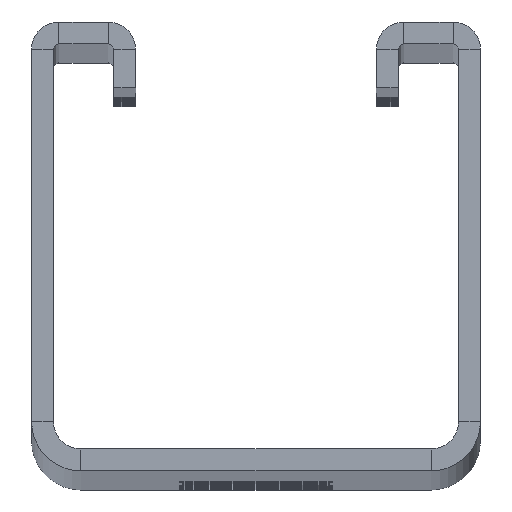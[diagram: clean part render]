
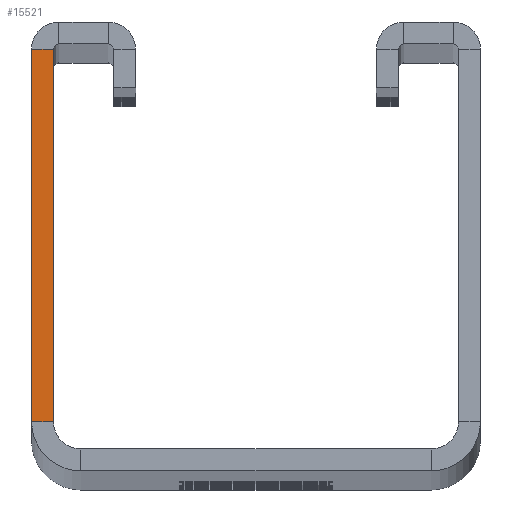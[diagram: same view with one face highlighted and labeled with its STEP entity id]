
A CAD part, top view. The second image highlights one B-rep face of the part: STEP entity #15521.
In plain terms, the highlighted planar face has unit normal (0, 0, 1).
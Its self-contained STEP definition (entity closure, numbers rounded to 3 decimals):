
#784 = CARTESIAN_POINT ( 'NONE',  ( -16., 2., 1000. ) ) ;
#1305 = DIRECTION ( 'NONE',  ( 1., 0., 0. ) ) ;
#3568 = VERTEX_POINT ( 'NONE', #38754 ) ;
#4793 = ORIENTED_EDGE ( 'NONE', *, *, #18218, .T. ) ;
#11028 = LINE ( 'NONE', #27791, #13813 ) ;
#11350 = DIRECTION ( 'NONE',  ( 1., 0., 0. ) ) ;
#12303 = EDGE_CURVE ( 'NONE', #43999, #3568, #28723, .T. ) ;
#13813 = VECTOR ( 'NONE', #35141, 1000. ) ;
#14413 = ORIENTED_EDGE ( 'NONE', *, *, #23874, .F. ) ;
#15521 = ADVANCED_FACE ( 'NONE', ( #43723 ), #32249, .T. ) ;
#18218 = EDGE_CURVE ( 'NONE', #3568, #36599, #36672, .T. ) ;
#18379 = CARTESIAN_POINT ( 'NONE',  ( -18.5, 38.5, 1000. ) ) ;
#22986 = VECTOR ( 'NONE', #32395, 1000. ) ;
#23874 = EDGE_CURVE ( 'NONE', #24717, #36599, #38720, .T. ) ;
#24717 = VERTEX_POINT ( 'NONE', #18379 ) ;
#27791 = CARTESIAN_POINT ( 'NONE',  ( -18.5, 38.5, 1000. ) ) ;
#28153 = DIRECTION ( 'NONE',  ( 0., -1., 0. ) ) ;
#28282 = EDGE_CURVE ( 'NONE', #24717, #43999, #11028, .T. ) ;
#28723 = LINE ( 'NONE', #42739, #22986 ) ;
#31076 = CARTESIAN_POINT ( 'NONE',  ( -18.5, 4.5, 1000. ) ) ;
#31112 = VECTOR ( 'NONE', #1305, 1000. ) ;
#32249 = PLANE ( 'NONE',  #38233 ) ;
#32395 = DIRECTION ( 'NONE',  ( 0., -1., 0. ) ) ;
#32995 = CARTESIAN_POINT ( 'NONE',  ( -20.5, 4.5, 1000. ) ) ;
#34978 = EDGE_LOOP ( 'NONE', ( #45084, #4793, #14413, #43927 ) ) ;
#35141 = DIRECTION ( 'NONE',  ( -1., 0., 0. ) ) ;
#36599 = VERTEX_POINT ( 'NONE', #31076 ) ;
#36672 = LINE ( 'NONE', #32995, #31112 ) ;
#38233 = AXIS2_PLACEMENT_3D ( 'NONE', #784, #42824, #11350 ) ;
#38697 = VECTOR ( 'NONE', #28153, 1000. ) ;
#38720 = LINE ( 'NONE', #42399, #38697 ) ;
#38754 = CARTESIAN_POINT ( 'NONE',  ( -20.5, 4.5, 1000. ) ) ;
#42399 = CARTESIAN_POINT ( 'NONE',  ( -18.5, 4.5, 1000. ) ) ;
#42739 = CARTESIAN_POINT ( 'NONE',  ( -20.5, 4.5, 1000. ) ) ;
#42824 = DIRECTION ( 'NONE',  ( 0., 0., 1. ) ) ;
#43038 = CARTESIAN_POINT ( 'NONE',  ( -20.5, 38.5, 1000. ) ) ;
#43723 = FACE_OUTER_BOUND ( 'NONE', #34978, .T. ) ;
#43927 = ORIENTED_EDGE ( 'NONE', *, *, #28282, .T. ) ;
#43999 = VERTEX_POINT ( 'NONE', #43038 ) ;
#45084 = ORIENTED_EDGE ( 'NONE', *, *, #12303, .T. ) ;
